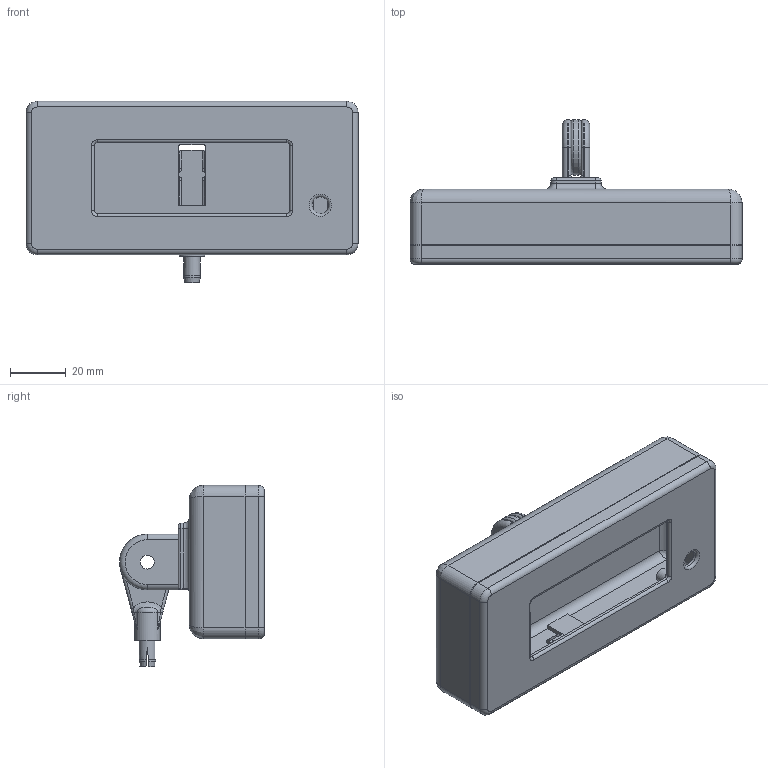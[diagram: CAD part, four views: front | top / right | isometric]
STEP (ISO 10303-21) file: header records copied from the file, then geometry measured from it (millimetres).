
FILE_DESCRIPTION(/* description */ (''),/* implementation_level */ '2;1');
FILE_NAME(/* name */ 'LCD-1602.stp',/* time_stamp */ '2012-08-04T11:02:49+02:00',/* author */ (''),/* organization */ (''),/* preprocessor_version */ 'ST-DEVELOPER v14.6',/* originating_system */ '',/* authorisation */ '');
FILE_SCHEMA (('AUTOMOTIVE_DESIGN { 1 2 10303 214 1 1 1 1 }'));
Length unit declared in the file: centimetre
Products named in the file (5): 1234-K789
Bounding box: 119 x 52 x 64.98 mm (x, y, z)
Volume: 43568.8 mm3; surface area: 43787.4 mm2
Topology: 4 solids, 4 shells, 424 faces, 1023 edges, 598 vertices
Faces by surface type: plane 162, cylinder 159, torus 51, bspline 40, sphere 10, cone 2
Full cylindrical faces by diameter (mm): 2 x4, 5 x7, 5.8 x1, 6 x1, 9.123 x1
Entity records: 13283 total; most frequent: CARTESIAN_POINT 3521, DIRECTION 2099, ORIENTED_EDGE 1950, EDGE_CURVE 975, AXIS2_PLACEMENT_3D 787, VERTEX_POINT 594, LINE 525, VECTOR 525
